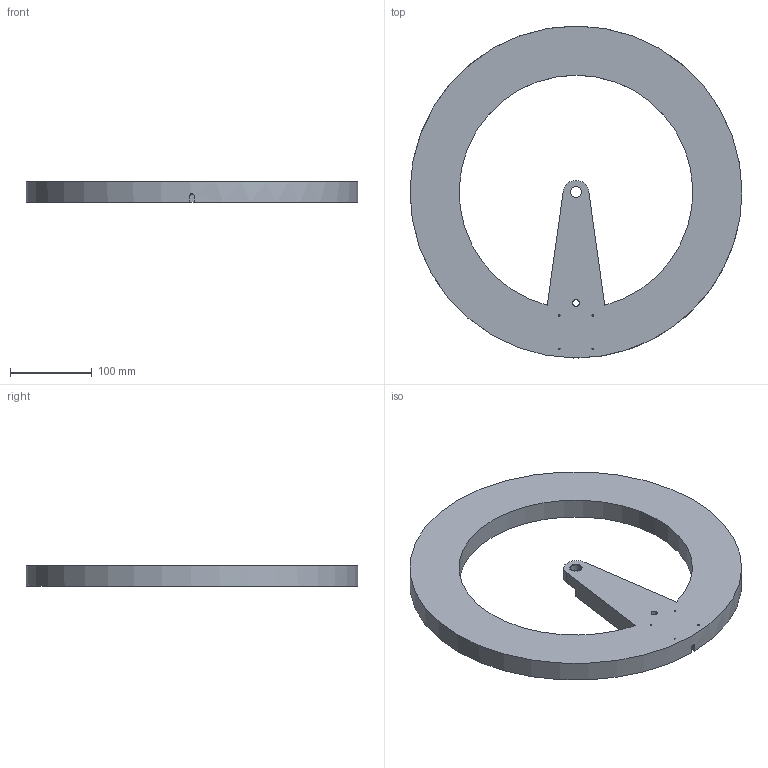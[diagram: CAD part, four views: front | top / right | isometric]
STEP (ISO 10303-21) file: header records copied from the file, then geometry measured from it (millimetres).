
FILE_DESCRIPTION(/* description */ (''),/* implementation_level */ '2;1');
FILE_NAME(/* name */ 'Mount.ipt.step',/* time_stamp */ '2016-03-31T16:34:20-07:00',/* author */ ('tshum_000'),/* organization */ (''),/* preprocessor_version */ 'ST-DEVELOPER v16.1',/* originating_system */ 'Autodesk Inventor 2016',/* authorisation */ '');
FILE_SCHEMA (('AUTOMOTIVE_DESIGN { 1 0 10303 214 3 1 1 }'));
Length unit declared in the file: millimetre
Products named in the file (1): Mount
Bounding box: 405 x 405 x 25 mm (x, y, z)
Volume: 1513493.3 mm3; surface area: 222652.4 mm2
Topology: 1 solids, 1 shells, 54 faces, 153 edges, 102 vertices
Faces by surface type: plane 32, cylinder 21, torus 1
Full cylindrical faces by diameter (mm): 2 x4, 8 x1, 14 x1, 15.875 x1, 405 x1
Entity records: 1727 total; most frequent: CARTESIAN_POINT 306, DIRECTION 289, ORIENTED_EDGE 276, EDGE_CURVE 138, AXIS2_PLACEMENT_3D 97, VERTEX_POINT 96, LINE 95, VECTOR 95
